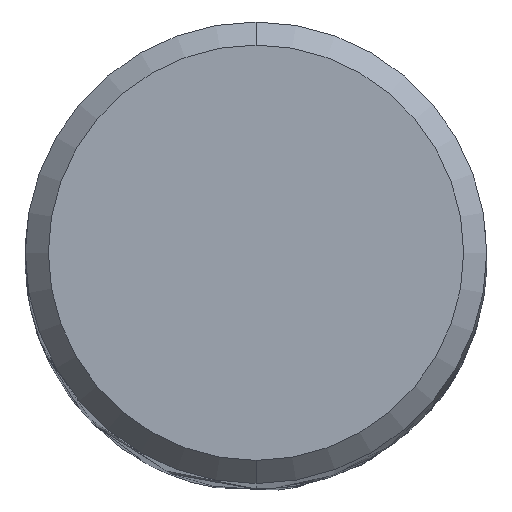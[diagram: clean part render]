
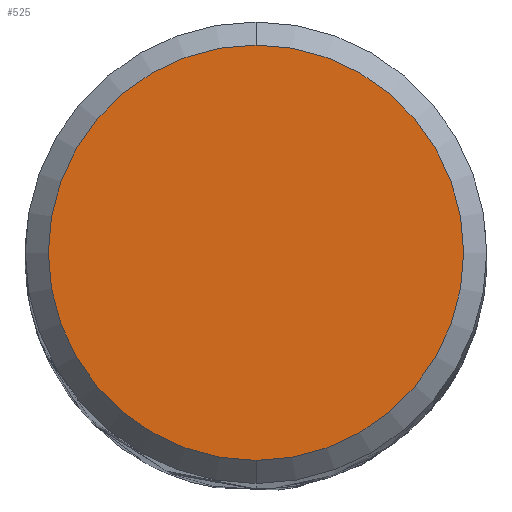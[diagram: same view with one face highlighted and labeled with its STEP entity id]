
A CAD part, top view. The second image highlights one B-rep face of the part: STEP entity #525.
In plain terms, the highlighted planar face has unit normal (0, 0, 1).
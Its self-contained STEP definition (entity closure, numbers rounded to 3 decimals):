
#435=VERTEX_POINT('',#987);
#525=ADVANCED_FACE('',(#1085),#1086,.T.);
#615=EDGE_CURVE('',#709,#435,#1186,.T.);
#709=VERTEX_POINT('',#1290);
#775=EDGE_CURVE('',#435,#709,#1361,.T.);
#987=CARTESIAN_POINT('',(0.,-3.6,0.0));
#1085=FACE_OUTER_BOUND('',#2706,.T.);
#1086=PLANE('',#2707);
#1186=CIRCLE('',#3982,3.6);
#1290=CARTESIAN_POINT('',(0.0,3.6,0.0));
#1361=CIRCLE('',#5109,3.6);
#2706=EDGE_LOOP('',(#5463,#5464));
#2707=AXIS2_PLACEMENT_3D('',#5465,#5466,#5467);
#3982=AXIS2_PLACEMENT_3D('',#5612,#5613,#5614);
#5109=AXIS2_PLACEMENT_3D('',#5799,#5800,#5801);
#5463=ORIENTED_EDGE('',*,*,#615,.F.);
#5464=ORIENTED_EDGE('',*,*,#775,.F.);
#5465=CARTESIAN_POINT('',(0.0,1.8,0.0));
#5466=DIRECTION('',(-0.0,0.0,1.0));
#5467=DIRECTION('',(0.0,-1.0,0.0));
#5612=CARTESIAN_POINT('',(0.0,0.0,0.0));
#5613=DIRECTION('',(0.0,0.0,-1.0));
#5614=DIRECTION('',(0.0,1.0,0.0));
#5799=CARTESIAN_POINT('',(0.0,0.0,0.0));
#5800=DIRECTION('',(0.0,0.0,-1.0));
#5801=DIRECTION('',(0.0,1.0,0.0));
